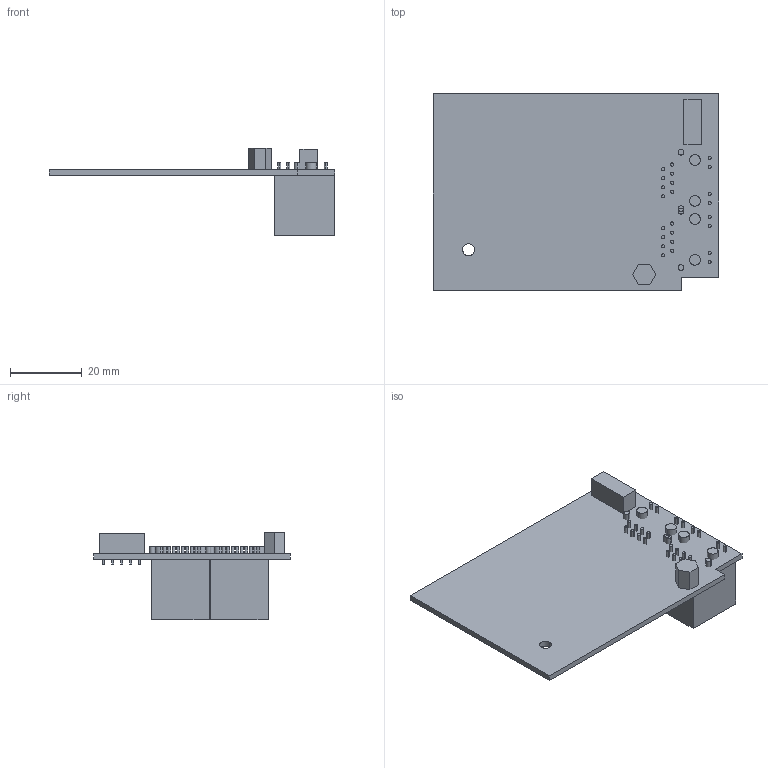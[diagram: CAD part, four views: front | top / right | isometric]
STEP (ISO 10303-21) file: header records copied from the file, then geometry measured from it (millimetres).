
FILE_DESCRIPTION(/* description */ (''),/* implementation_level */ '2;1');
FILE_NAME(/* name */ 'VH5-C100',/* time_stamp */ '2021-11-16T16:45:53+08:00',/* author */ (''),/* organization */ (''),/* preprocessor_version */ 'ST-DEVELOPER v15',/* originating_system */ '',/* authorisation */ '');
FILE_SCHEMA (('AUTOMOTIVE_DESIGN'));
Length unit declared in the file: millimetre
Products named in the file (1): Document
Bounding box: 80 x 55 x 24.5 mm (x, y, z)
Surface area: 14169.7 mm2 (no closed solid volume)
Topology: 0 solids, 234 shells, 234 faces, 1048 edges, 1048 vertices
Faces by surface type: plane 164, bspline 70
Entity records: 11312 total; most frequent: CARTESIAN_POINT 5418, ORIENTED_EDGE 1048, EDGE_CURVE 1048, VERTEX_POINT 1048, B_SPLINE_CURVE_WITH_KNOTS 744, EDGE_LOOP 278, PRESENTATION_LAYER_ASSIGNMENT 234, SHELL_BASED_SURFACE_MODEL 234
